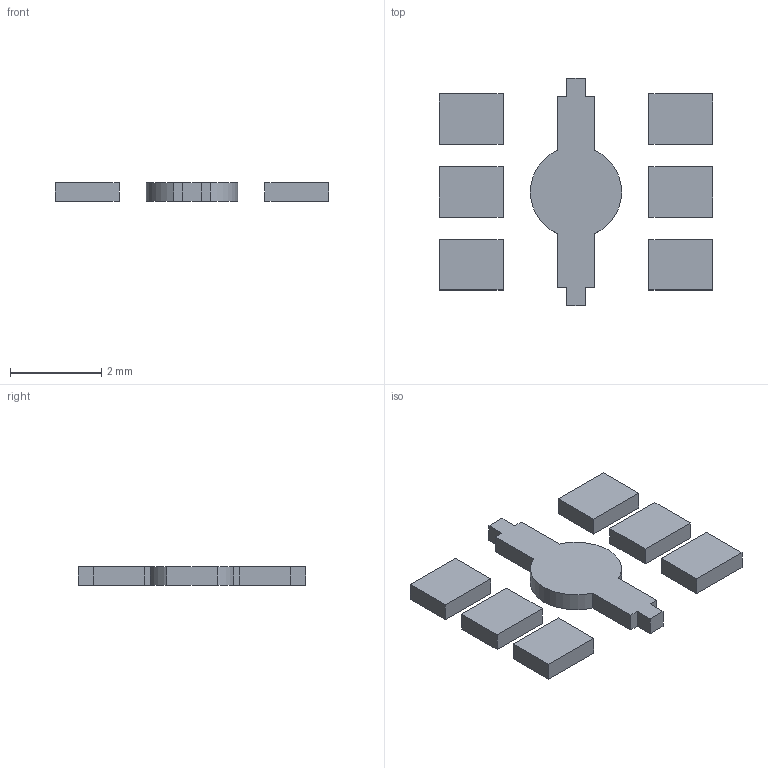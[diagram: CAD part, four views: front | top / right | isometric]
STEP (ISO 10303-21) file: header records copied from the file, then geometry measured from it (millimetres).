
FILE_DESCRIPTION(('FreeCAD Model'),'2;1');
FILE_NAME('LEAD.step','2017-09-02T22:07:44',(''),(''), 'Open CASCADE STEP processor 6.8','FreeCAD','Unknown');
FILE_SCHEMA(('AUTOMOTIVE_DESIGN_CC2 { 1 2 10303 214 -1 1 5 4 }'));
Length unit declared in the file: millimetre
Products named in the file (8): ASSEMBLY; M_LED_LEAD006; M_LED_LEAD; M_LED_LEAD003; M_LED_LEAD004; M_LED_LEAD001; M_LED_LEAD002; M_LED_LEAD005
Assembly tree (7 placements, depth 2):
  ASSEMBLY
    M_LED_LEAD006
    M_LED_LEAD
    M_LED_LEAD003
    M_LED_LEAD004
    M_LED_LEAD001
    M_LED_LEAD002
    M_LED_LEAD005
Bounding box: 6 x 5 x 0.4 mm (x, y, z)
Volume: 5.8 mm3; surface area: 46 mm2
Topology: 7 solids, 7 shells, 54 faces, 120 edges, 80 vertices
Faces by surface type: plane 52, cylinder 2
Entity records: 3399 total; most frequent: CARTESIAN_POINT 694, DIRECTION 480, LINE 344, VECTOR 344, ORIENTED_EDGE 240, PCURVE 240, DEFINITIONAL_REPRESENTATION 240, EDGE_CURVE 120
